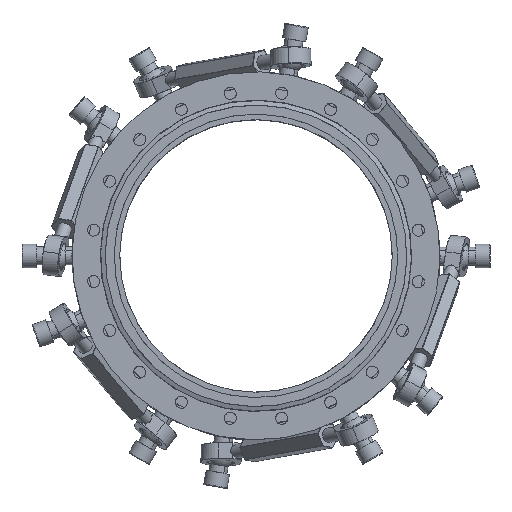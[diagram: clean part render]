
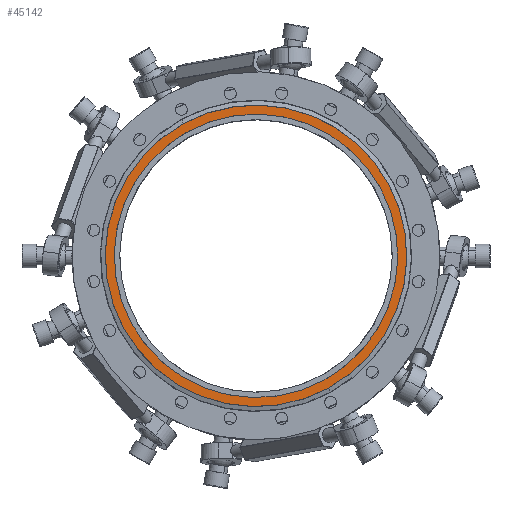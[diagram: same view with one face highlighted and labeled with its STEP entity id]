
A CAD part, top view. The second image highlights one B-rep face of the part: STEP entity #45142.
In plain terms, the highlighted planar face has unit normal (0, 0, 1).
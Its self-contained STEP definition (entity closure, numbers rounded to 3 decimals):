
#45033=AXIS2_PLACEMENT_3D('Circle Axis2P3D',#45031,#45032,$) ;
#45057=AXIS2_PLACEMENT_3D('Circle Axis2P3D',#45055,#45056,$) ;
#45118=AXIS2_PLACEMENT_3D('Plane Axis2P3D',#45115,#45116,#45117) ;
#45122=AXIS2_PLACEMENT_3D('Circle Axis2P3D',#45120,#45121,$) ;
#45131=AXIS2_PLACEMENT_3D('Circle Axis2P3D',#45129,#45130,$) ;
#45028=CARTESIAN_POINT('Vertex',(37.395,-68.451,35.8)) ;
#45031=CARTESIAN_POINT('Axis2P3D Location',(0.,0.,35.8)) ;
#45035=CARTESIAN_POINT('Vertex',(-37.395,68.451,35.8)) ;
#45055=CARTESIAN_POINT('Axis2P3D Location',(0.,0.,35.8)) ;
#45115=CARTESIAN_POINT('Axis2P3D Location',(0.,82.948,35.8)) ;
#45120=CARTESIAN_POINT('Axis2P3D Location',(0.,0.,35.8)) ;
#45124=CARTESIAN_POINT('Vertex',(39.767,-72.793,35.8)) ;
#45126=CARTESIAN_POINT('Vertex',(-39.767,72.793,35.8)) ;
#45129=CARTESIAN_POINT('Axis2P3D Location',(0.,0.,35.8)) ;
#45032=DIRECTION('Axis2P3D Direction',(0.,0.,1.)) ;
#45056=DIRECTION('Axis2P3D Direction',(0.,0.,1.)) ;
#45116=DIRECTION('Axis2P3D Direction',(0.,0.,1.)) ;
#45117=DIRECTION('Axis2P3D XDirection',(0.,1.,0.)) ;
#45121=DIRECTION('Axis2P3D Direction',(0.,0.,1.)) ;
#45130=DIRECTION('Axis2P3D Direction',(0.,0.,1.)) ;
#45135=ORIENTED_EDGE('',*,*,#45128,.T.) ;
#45136=ORIENTED_EDGE('',*,*,#45133,.T.) ;
#45139=ORIENTED_EDGE('',*,*,#45059,.F.) ;
#45140=ORIENTED_EDGE('',*,*,#45037,.F.) ;
#45141=FACE_BOUND('',#45138,.T.) ;
#45142=ADVANCED_FACE('Hauptk\X2\00F6\X0\rper.1',(#45137,#45141),#45119,.T.) ;
#45034=CIRCLE('generated circle',#45033,78.) ;
#45058=CIRCLE('generated circle',#45057,78.) ;
#45123=CIRCLE('generated circle',#45122,82.948) ;
#45132=CIRCLE('generated circle',#45131,82.948) ;
#45037=EDGE_CURVE('',#45029,#45036,#45034,.T.) ;
#45059=EDGE_CURVE('',#45036,#45029,#45058,.T.) ;
#45128=EDGE_CURVE('',#45125,#45127,#45123,.T.) ;
#45133=EDGE_CURVE('',#45127,#45125,#45132,.T.) ;
#45134=EDGE_LOOP('',(#45135,#45136)) ;
#45138=EDGE_LOOP('',(#45139,#45140)) ;
#45137=FACE_OUTER_BOUND('',#45134,.T.) ;
#45119=PLANE('',#45118) ;
#45029=VERTEX_POINT('',#45028) ;
#45036=VERTEX_POINT('',#45035) ;
#45125=VERTEX_POINT('',#45124) ;
#45127=VERTEX_POINT('',#45126) ;
